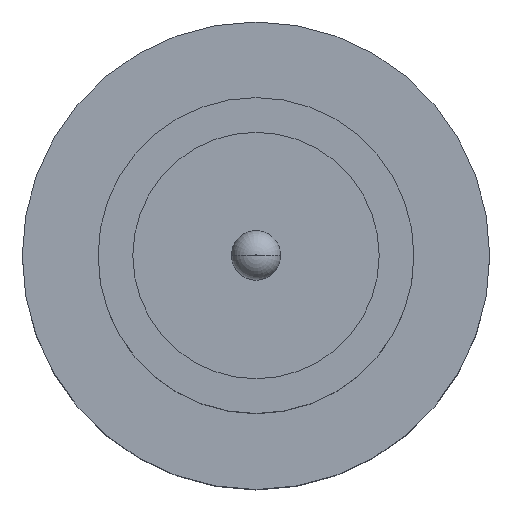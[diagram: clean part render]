
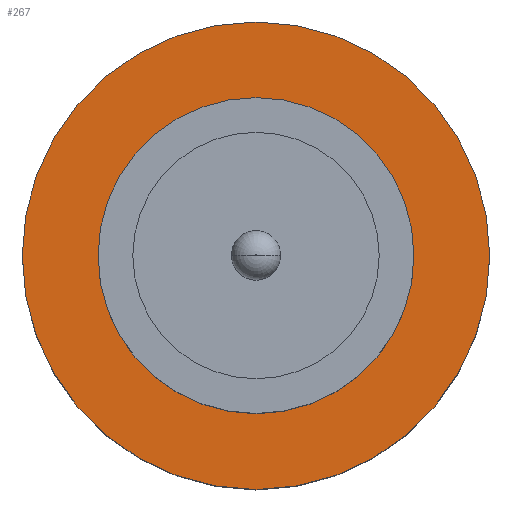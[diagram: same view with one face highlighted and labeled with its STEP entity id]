
A CAD part, top view. The second image highlights one B-rep face of the part: STEP entity #267.
In plain terms, the highlighted planar face has unit normal (0, 0, 1).
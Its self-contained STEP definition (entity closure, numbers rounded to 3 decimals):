
#30 = VERTEX_POINT ( 'NONE', #94 ) ;
#40 = ORIENTED_EDGE ( 'NONE', *, *, #621, .F. ) ;
#41 = DIRECTION ( 'NONE',  ( 0., 0., 1. ) ) ;
#45 = EDGE_CURVE ( 'NONE', #397, #472, #380, .T. ) ;
#93 = AXIS2_PLACEMENT_3D ( 'NONE', #527, #528, #587 ) ;
#94 = CARTESIAN_POINT ( 'NONE',  ( 1.25, 0., 1.55 ) ) ;
#109 = AXIS2_PLACEMENT_3D ( 'NONE', #591, #270, #203 ) ;
#134 = EDGE_CURVE ( 'NONE', #472, #397, #239, .T. ) ;
#146 = DIRECTION ( 'NONE',  ( 1., 0., 0. ) ) ;
#164 = CARTESIAN_POINT ( 'NONE',  ( -1.25, 0., 1.55 ) ) ;
#203 = DIRECTION ( 'NONE',  ( 1., 0., 0. ) ) ;
#214 = EDGE_LOOP ( 'NONE', ( #613, #40 ) ) ;
#239 = CIRCLE ( 'NONE', #410, 1.85 ) ;
#267 = ADVANCED_FACE ( 'NONE', ( #396, #696 ), #458, .T. ) ;
#270 = DIRECTION ( 'NONE',  ( 0., 0., 1. ) ) ;
#336 = CIRCLE ( 'NONE', #109, 1.25 ) ;
#351 = DIRECTION ( 'NONE',  ( 1., 0., 0. ) ) ;
#380 = CIRCLE ( 'NONE', #762, 1.85 ) ;
#383 = ORIENTED_EDGE ( 'NONE', *, *, #45, .T. ) ;
#396 = FACE_BOUND ( 'NONE', #214, .T. ) ;
#397 = VERTEX_POINT ( 'NONE', #682 ) ;
#410 = AXIS2_PLACEMENT_3D ( 'NONE', #737, #797, #610 ) ;
#458 = PLANE ( 'NONE',  #726 ) ;
#472 = VERTEX_POINT ( 'NONE', #763 ) ;
#527 = CARTESIAN_POINT ( 'NONE',  ( 0., 0., 1.55 ) ) ;
#528 = DIRECTION ( 'NONE',  ( 0., 0., 1. ) ) ;
#539 = CARTESIAN_POINT ( 'NONE',  ( 0., 0., 1.55 ) ) ;
#544 = EDGE_LOOP ( 'NONE', ( #383, #708 ) ) ;
#587 = DIRECTION ( 'NONE',  ( 1., 0., 0. ) ) ;
#588 = CARTESIAN_POINT ( 'NONE',  ( 0., 0., 1.55 ) ) ;
#591 = CARTESIAN_POINT ( 'NONE',  ( 0., 0., 1.55 ) ) ;
#610 = DIRECTION ( 'NONE',  ( 1., 0., 0. ) ) ;
#613 = ORIENTED_EDGE ( 'NONE', *, *, #677, .F. ) ;
#621 = EDGE_CURVE ( 'NONE', #748, #30, #732, .T. ) ;
#677 = EDGE_CURVE ( 'NONE', #30, #748, #336, .T. ) ;
#682 = CARTESIAN_POINT ( 'NONE',  ( -1.85, 0., 1.55 ) ) ;
#696 = FACE_OUTER_BOUND ( 'NONE', #544, .T. ) ;
#708 = ORIENTED_EDGE ( 'NONE', *, *, #134, .T. ) ;
#726 = AXIS2_PLACEMENT_3D ( 'NONE', #588, #781, #146 ) ;
#732 = CIRCLE ( 'NONE', #93, 1.25 ) ;
#737 = CARTESIAN_POINT ( 'NONE',  ( 0., 0., 1.55 ) ) ;
#748 = VERTEX_POINT ( 'NONE', #164 ) ;
#762 = AXIS2_PLACEMENT_3D ( 'NONE', #539, #41, #351 ) ;
#763 = CARTESIAN_POINT ( 'NONE',  ( 1.85, 0., 1.55 ) ) ;
#781 = DIRECTION ( 'NONE',  ( 0., 0., 1. ) ) ;
#797 = DIRECTION ( 'NONE',  ( 0., 0., 1. ) ) ;
